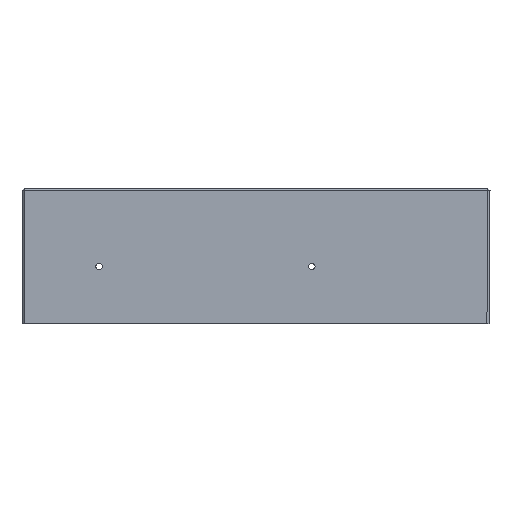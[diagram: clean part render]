
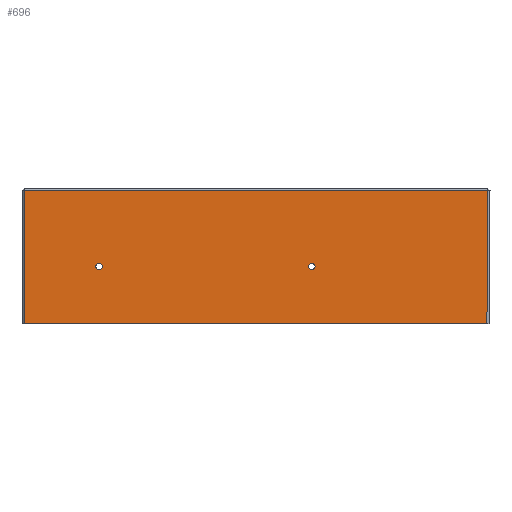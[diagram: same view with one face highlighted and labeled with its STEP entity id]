
A CAD part, left-side view. The second image highlights one B-rep face of the part: STEP entity #696.
In plain terms, the highlighted planar face has unit normal (-1, 0, 0).
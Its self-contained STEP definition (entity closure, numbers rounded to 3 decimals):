
#23=FACE_BOUND('',#104,.T.);
#24=FACE_BOUND('',#105,.T.);
#33=CIRCLE('',#750,1.5);
#34=CIRCLE('',#751,1.5);
#64=FACE_OUTER_BOUND('',#103,.T.);
#103=EDGE_LOOP('',(#522,#523,#524,#525));
#104=EDGE_LOOP('',(#526));
#105=EDGE_LOOP('',(#527));
#161=LINE('',#1033,#242);
#165=LINE('',#1040,#246);
#167=LINE('',#1045,#248);
#179=LINE('',#1067,#260);
#242=VECTOR('',#835,10.);
#246=VECTOR('',#841,10.);
#248=VECTOR('',#845,10.);
#260=VECTOR('',#863,10.);
#299=VERTEX_POINT('',#984);
#303=VERTEX_POINT('',#992);
#315=VERTEX_POINT('',#1036);
#318=VERTEX_POINT('',#1043);
#327=VERTEX_POINT('',#1072);
#328=VERTEX_POINT('',#1074);
#383=EDGE_CURVE('',#299,#303,#161,.T.);
#387=EDGE_CURVE('',#303,#315,#165,.T.);
#389=EDGE_CURVE('',#318,#299,#167,.T.);
#401=EDGE_CURVE('',#315,#318,#179,.F.);
#404=EDGE_CURVE('',#327,#327,#33,.T.);
#405=EDGE_CURVE('',#328,#328,#34,.T.);
#522=ORIENTED_EDGE('',*,*,#387,.F.);
#523=ORIENTED_EDGE('',*,*,#383,.F.);
#524=ORIENTED_EDGE('',*,*,#389,.F.);
#525=ORIENTED_EDGE('',*,*,#401,.F.);
#526=ORIENTED_EDGE('',*,*,#404,.T.);
#527=ORIENTED_EDGE('',*,*,#405,.T.);
#665=PLANE('',#749);
#696=ADVANCED_FACE('',(#64,#23,#24),#665,.F.);
#749=AXIS2_PLACEMENT_3D('',#1071,#866,#867);
#750=AXIS2_PLACEMENT_3D('',#1073,#868,#869);
#751=AXIS2_PLACEMENT_3D('',#1075,#870,#871);
#835=DIRECTION('',(0.,-1.,0.));
#841=DIRECTION('',(0.,0.007,-1.));
#845=DIRECTION('',(0.,0.,1.));
#863=DIRECTION('',(0.,-1.,0.));
#866=DIRECTION('center_axis',(1.,0.,0.));
#867=DIRECTION('ref_axis',(0.,0.,-1.));
#868=DIRECTION('center_axis',(1.,0.,0.));
#869=DIRECTION('ref_axis',(0.,1.,0.));
#870=DIRECTION('center_axis',(1.,0.,0.));
#871=DIRECTION('ref_axis',(0.,1.,0.));
#984=CARTESIAN_POINT('',(182.5,607.478,573.318));
#992=CARTESIAN_POINT('',(182.5,389.529,573.318));
#1033=CARTESIAN_POINT('',(182.5,557.728,573.318));
#1036=CARTESIAN_POINT('',(182.5,389.978,510.485));
#1040=CARTESIAN_POINT('',(182.5,389.592,564.509));
#1043=CARTESIAN_POINT('',(182.5,607.478,510.485));
#1045=CARTESIAN_POINT('',(182.5,607.478,529.985));
#1067=CARTESIAN_POINT('',(182.5,456.478,510.485));
#1071=CARTESIAN_POINT('Origin',(182.5,506.978,549.485));
#1072=CARTESIAN_POINT('',(182.5,470.772,537.468));
#1073=CARTESIAN_POINT('Origin',(182.5,472.272,537.468));
#1074=CARTESIAN_POINT('',(182.5,570.772,537.468));
#1075=CARTESIAN_POINT('Origin',(182.5,572.272,537.468));
